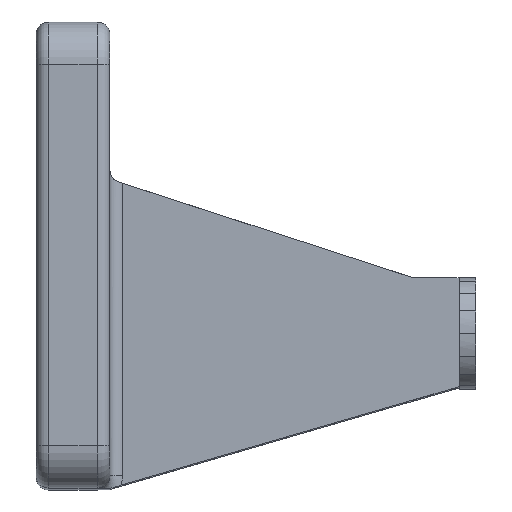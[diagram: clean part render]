
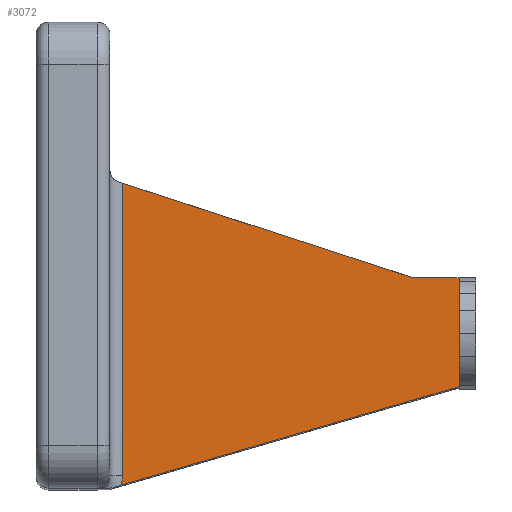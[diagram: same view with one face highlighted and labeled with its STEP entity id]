
A CAD part, top view. The second image highlights one B-rep face of the part: STEP entity #3072.
In plain terms, the highlighted planar face has unit normal (0, 0, 1).
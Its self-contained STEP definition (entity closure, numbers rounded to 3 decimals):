
#30=PLANE('',#3286);
#121=LINE('',#4392,#354);
#122=LINE('',#4510,#355);
#126=LINE('',#4524,#359);
#127=LINE('',#4526,#360);
#128=LINE('',#4527,#361);
#354=VECTOR('',#3556,10.);
#355=VECTOR('',#3571,10.);
#359=VECTOR('',#3583,10.);
#360=VECTOR('',#3584,10.);
#361=VECTOR('',#3585,10.);
#624=FACE_OUTER_BOUND('',#813,.T.);
#813=EDGE_LOOP('',(#2107,#2108,#2109,#2110,#2111,#2112));
#1008=CIRCLE('',#3278,1.2);
#1281=VERTEX_POINT('',#4389);
#1282=VERTEX_POINT('',#4391);
#1283=VERTEX_POINT('',#4395);
#1290=VERTEX_POINT('',#4509);
#1296=VERTEX_POINT('',#4523);
#1297=VERTEX_POINT('',#4525);
#1589=EDGE_CURVE('',#1281,#1282,#121,.T.);
#1592=EDGE_CURVE('',#1283,#1281,#1008,.T.);
#1600=EDGE_CURVE('',#1290,#1282,#122,.T.);
#1607=EDGE_CURVE('',#1283,#1296,#126,.T.);
#1608=EDGE_CURVE('',#1296,#1297,#127,.F.);
#1609=EDGE_CURVE('',#1297,#1290,#128,.T.);
#2107=ORIENTED_EDGE('',*,*,#1589,.F.);
#2108=ORIENTED_EDGE('',*,*,#1592,.F.);
#2109=ORIENTED_EDGE('',*,*,#1607,.T.);
#2110=ORIENTED_EDGE('',*,*,#1608,.T.);
#2111=ORIENTED_EDGE('',*,*,#1609,.T.);
#2112=ORIENTED_EDGE('',*,*,#1600,.T.);
#3072=ADVANCED_FACE('',(#624),#30,.T.);
#3278=AXIS2_PLACEMENT_3D('',#4403,#3561,#3562);
#3286=AXIS2_PLACEMENT_3D('',#4522,#3581,#3582);
#3556=DIRECTION('',(0.,1.,0.));
#3561=DIRECTION('center_axis',(0.,0.,1.));
#3562=DIRECTION('ref_axis',(0.707,-0.707,0.));
#3571=DIRECTION('',(-0.951,0.31,0.));
#3581=DIRECTION('center_axis',(0.,0.,1.));
#3582=DIRECTION('ref_axis',(0.,-1.,0.));
#3583=DIRECTION('',(0.96,0.28,0.));
#3584=DIRECTION('',(0.,-1.,0.));
#3585=DIRECTION('',(-1.,0.,0.));
#4389=CARTESIAN_POINT('',(5.993,-6.64,35.844));
#4391=CARTESIAN_POINT('',(5.993,7.169,35.844));
#4392=CARTESIAN_POINT('',(5.993,9.26,35.844));
#4395=CARTESIAN_POINT('',(5.906,-7.091,35.844));
#4403=CARTESIAN_POINT('Origin',(4.793,-6.64,35.844));
#4509=CARTESIAN_POINT('',(19.726,2.697,35.844));
#4510=CARTESIAN_POINT('',(2.729,8.232,35.844));
#4522=CARTESIAN_POINT('Origin',(1.908,14.76,35.844));
#4523=CARTESIAN_POINT('',(21.874,-2.436,35.844));
#4524=CARTESIAN_POINT('',(14.983,-4.445,35.844));
#4525=CARTESIAN_POINT('',(21.874,2.697,35.844));
#4526=CARTESIAN_POINT('',(21.874,3.713,35.844));
#4527=CARTESIAN_POINT('',(10.817,2.697,35.844));
